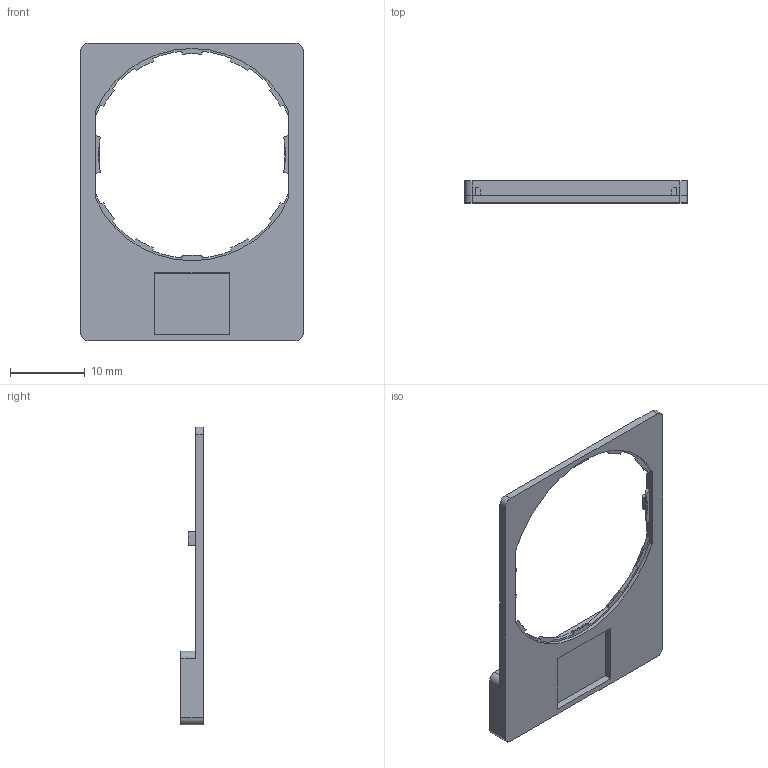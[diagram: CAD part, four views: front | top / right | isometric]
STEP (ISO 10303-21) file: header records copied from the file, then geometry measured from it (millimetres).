
FILE_DESCRIPTION((''),'2;1');
FILE_NAME('ZBY2210_ASM','2016-01-18T',('SESA179778'),('Schneider-Electric'),'PRO/ENGINEER BY PARAMETRIC TECHNOLOGY CORPORATION, 2014310','PRO/ENGINEER BY PARAMETRIC TECHNOLOGY CORPORATION, 2014310','');
FILE_SCHEMA(('CONFIG_CONTROL_DESIGN'));
Length unit declared in the file: millimetre
Products named in the file (4): PART1_1; PART2_2; ASM0002_ASM_1_ASM; ZBY2210_ASM
Assembly tree (3 placements, depth 3):
  ZBY2210_ASM
    ASM0002_ASM_1_ASM
      PART1_1
      PART2_2
Bounding box: 29.8 x 3 x 39.8 mm (x, y, z)
Volume: 864.4 mm3; surface area: 2128.8 mm2
Topology: 2 solids, 2 shells, 118 faces, 338 edges, 226 vertices
Faces by surface type: plane 74, cylinder 34, cone 10
Entity records: 4040 total; most frequent: CARTESIAN_POINT 789, ORIENTED_EDGE 676, DIRECTION 652, EDGE_CURVE 338, VECTOR 234, LINE 234, VERTEX_POINT 226, AXIS2_PLACEMENT_3D 209
